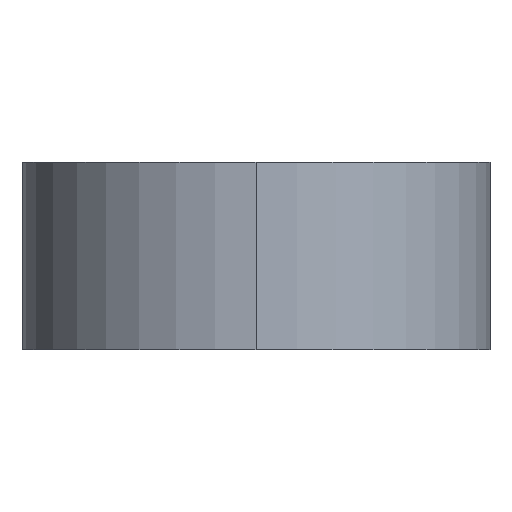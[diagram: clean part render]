
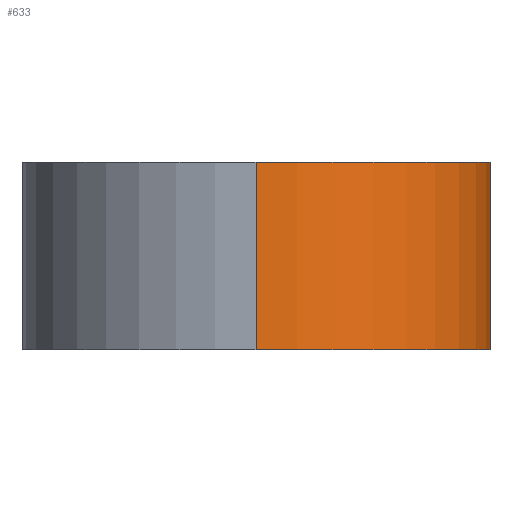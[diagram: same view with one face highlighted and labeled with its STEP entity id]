
A CAD part, left-side view. The second image highlights one B-rep face of the part: STEP entity #633.
In plain terms, the highlighted cylindrical face has radius 7.5 mm (diameter 15 mm), a partial arc.
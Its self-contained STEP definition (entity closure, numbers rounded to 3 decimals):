
#36 = DIRECTION ( 'NONE',  ( -1., 0., 0. ) ) ;
#50 = CARTESIAN_POINT ( 'NONE',  ( 0., -7.5, 29.817 ) ) ;
#71 = CARTESIAN_POINT ( 'NONE',  ( 0., -7.5, 6. ) ) ;
#94 = EDGE_CURVE ( 'NONE', #142, #116, #501, .T. ) ;
#97 = VECTOR ( 'NONE', #615, 1000. ) ;
#116 = VERTEX_POINT ( 'NONE', #358 ) ;
#127 = CARTESIAN_POINT ( 'NONE',  ( -7.5, 0., 6. ) ) ;
#132 = CYLINDRICAL_SURFACE ( 'NONE', #237, 7.5 ) ;
#136 = EDGE_CURVE ( 'NONE', #637, #142, #333, .T. ) ;
#142 = VERTEX_POINT ( 'NONE', #71 ) ;
#145 = DIRECTION ( 'NONE',  ( 0., 0., -1. ) ) ;
#160 = EDGE_LOOP ( 'NONE', ( #483, #360, #199, #319 ) ) ;
#175 = EDGE_CURVE ( 'NONE', #637, #265, #207, .T. ) ;
#199 = ORIENTED_EDGE ( 'NONE', *, *, #349, .T. ) ;
#207 = LINE ( 'NONE', #474, #97 ) ;
#209 = CARTESIAN_POINT ( 'NONE',  ( 0., 0., 0. ) ) ;
#237 = AXIS2_PLACEMENT_3D ( 'NONE', #435, #331, #36 ) ;
#265 = VERTEX_POINT ( 'NONE', #537 ) ;
#301 = AXIS2_PLACEMENT_3D ( 'NONE', #209, #616, #315 ) ;
#306 = DIRECTION ( 'NONE',  ( 1., 0., 0. ) ) ;
#315 = DIRECTION ( 'NONE',  ( 1., 0., 0. ) ) ;
#319 = ORIENTED_EDGE ( 'NONE', *, *, #94, .F. ) ;
#331 = DIRECTION ( 'NONE',  ( 0., 0., -1. ) ) ;
#333 = CIRCLE ( 'NONE', #396, 7.5 ) ;
#349 = EDGE_CURVE ( 'NONE', #265, #116, #550, .T. ) ;
#358 = CARTESIAN_POINT ( 'NONE',  ( 0., -7.5, 0. ) ) ;
#360 = ORIENTED_EDGE ( 'NONE', *, *, #175, .T. ) ;
#366 = DIRECTION ( 'NONE',  ( 0., 0., 1. ) ) ;
#396 = AXIS2_PLACEMENT_3D ( 'NONE', #471, #366, #306 ) ;
#435 = CARTESIAN_POINT ( 'NONE',  ( 0., 0., 29.817 ) ) ;
#471 = CARTESIAN_POINT ( 'NONE',  ( 0., 0., 6. ) ) ;
#474 = CARTESIAN_POINT ( 'NONE',  ( -7.5, 0., 29.817 ) ) ;
#483 = ORIENTED_EDGE ( 'NONE', *, *, #136, .F. ) ;
#501 = LINE ( 'NONE', #50, #599 ) ;
#537 = CARTESIAN_POINT ( 'NONE',  ( -7.5, 0., 0. ) ) ;
#550 = CIRCLE ( 'NONE', #301, 7.5 ) ;
#585 = FACE_OUTER_BOUND ( 'NONE', #160, .T. ) ;
#599 = VECTOR ( 'NONE', #145, 1000. ) ;
#615 = DIRECTION ( 'NONE',  ( 0., 0., -1. ) ) ;
#616 = DIRECTION ( 'NONE',  ( 0., 0., 1. ) ) ;
#633 = ADVANCED_FACE ( 'NONE', ( #585 ), #132, .T. ) ;
#637 = VERTEX_POINT ( 'NONE', #127 ) ;
